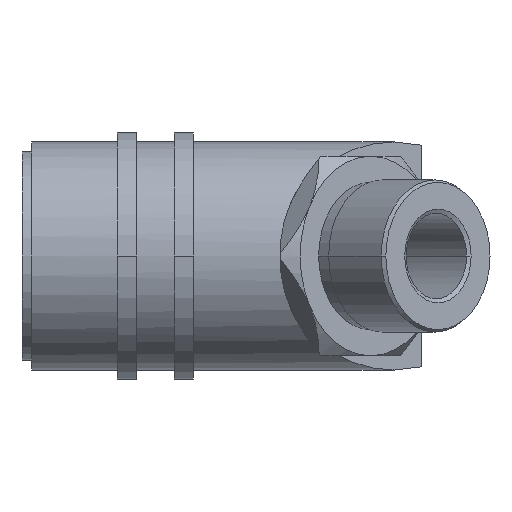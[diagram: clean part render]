
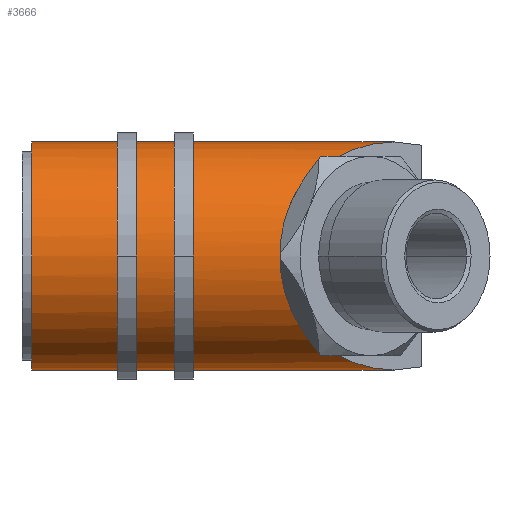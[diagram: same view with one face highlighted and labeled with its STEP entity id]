
A CAD part, front view. The second image highlights one B-rep face of the part: STEP entity #3666.
In plain terms, the highlighted cylindrical face has radius 12 mm (diameter 24 mm), a partial arc.
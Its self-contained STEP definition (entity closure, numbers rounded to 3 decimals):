
#145 = AXIS2_PLACEMENT_3D ( 'NONE', #202, #1685, #1726 ) ;
#202 = CARTESIAN_POINT ( 'NONE',  ( 0., 0., 0. ) ) ;
#483 = CARTESIAN_POINT ( 'NONE',  ( 39.151, 0., -12. ) ) ;
#576 = CARTESIAN_POINT ( 'NONE',  ( 32.849, -6.302, -10.212 ) ) ;
#610 = CARTESIAN_POINT ( 'NONE',  ( 27.151, -12., 0. ) ) ;
#622 = CARTESIAN_POINT ( 'NONE',  ( 36.911, -2.24, 12. ) ) ;
#717 = VECTOR ( 'NONE', #3515, 1000. ) ;
#798 =( BOUNDED_CURVE ( )  B_SPLINE_CURVE ( 3, ( #8394, #1970, #622, #4809 ),
 .UNSPECIFIED., .F., .T. ) 
 B_SPLINE_CURVE_WITH_KNOTS ( ( 4, 4 ),
 ( 1.018, 1.571 ),
 .UNSPECIFIED. ) 
 CURVE ( )  GEOMETRIC_REPRESENTATION_ITEM ( )  RATIONAL_B_SPLINE_CURVE ( ( 1., 0.975, 0.975, 1. ) ) 
 REPRESENTATION_ITEM ( '' )  );
#888 = VECTOR ( 'NONE', #3824, 1000. ) ;
#1470 = EDGE_CURVE ( 'NONE', #9137, #2057, #798, .T. ) ;
#1496 = CARTESIAN_POINT ( 'NONE',  ( 39.151, 0., 12. ) ) ;
#1685 = DIRECTION ( 'NONE',  ( -1., 0., 0. ) ) ;
#1695 = LINE ( 'NONE', #7465, #888 ) ;
#1726 = DIRECTION ( 'NONE',  ( 0., 0., 1. ) ) ;
#1745 = EDGE_CURVE ( 'NONE', #5695, #9137, #6249, .T. ) ;
#1914 = CARTESIAN_POINT ( 'NONE',  ( 1., 0., -12. ) ) ;
#1970 = CARTESIAN_POINT ( 'NONE',  ( 34.756, -4.395, 11.389 ) ) ;
#2044 = CARTESIAN_POINT ( 'NONE',  ( 27.151, -12., 0. ) ) ;
#2057 = VERTEX_POINT ( 'NONE', #1496 ) ;
#2101 =( BOUNDED_CURVE ( )  B_SPLINE_CURVE ( 3, ( #5590, #9028, #3263, #610 ),
 .UNSPECIFIED., .F., .T. ) 
 B_SPLINE_CURVE_WITH_KNOTS ( ( 4, 4 ),
 ( 5.265, 6.283 ),
 .UNSPECIFIED. ) 
 CURVE ( )  GEOMETRIC_REPRESENTATION_ITEM ( )  RATIONAL_B_SPLINE_CURVE ( ( 1., 0.915, 0.915, 1. ) ) 
 REPRESENTATION_ITEM ( '' )  );
#2238 = ORIENTED_EDGE ( 'NONE', *, *, #1745, .T. ) ;
#2447 =( BOUNDED_CURVE ( )  B_SPLINE_CURVE ( 3, ( #483, #4101, #7522, #576 ),
 .UNSPECIFIED., .F., .T. ) 
 B_SPLINE_CURVE_WITH_KNOTS ( ( 4, 4 ),
 ( 4.712, 5.265 ),
 .UNSPECIFIED. ) 
 CURVE ( )  GEOMETRIC_REPRESENTATION_ITEM ( )  RATIONAL_B_SPLINE_CURVE ( ( 1., 0.975, 0.975, 1. ) ) 
 REPRESENTATION_ITEM ( '' )  );
#2528 = CARTESIAN_POINT ( 'NONE',  ( 27.151, -12., 0. ) ) ;
#2535 = EDGE_CURVE ( 'NONE', #2057, #3481, #7954, .T. ) ;
#2986 = ORIENTED_EDGE ( 'NONE', *, *, #3319, .F. ) ;
#3109 = AXIS2_PLACEMENT_3D ( 'NONE', #4763, #4055, #6900 ) ;
#3221 = ORIENTED_EDGE ( 'NONE', *, *, #1470, .T. ) ;
#3263 = CARTESIAN_POINT ( 'NONE',  ( 27.151, -12., -4.258 ) ) ;
#3268 = CARTESIAN_POINT ( 'NONE',  ( 27.151, -12., 4.258 ) ) ;
#3319 = EDGE_CURVE ( 'NONE', #3959, #5333, #1695, .T. ) ;
#3446 = EDGE_CURVE ( 'NONE', #5821, #5695, #2101, .T. ) ;
#3481 = VERTEX_POINT ( 'NONE', #4840 ) ;
#3515 = DIRECTION ( 'NONE',  ( -1., 0., 0. ) ) ;
#3560 = CARTESIAN_POINT ( 'NONE',  ( 32.849, -6.302, 10.212 ) ) ;
#3666 = ADVANCED_FACE ( 'NONE', ( #8067 ), #5178, .T. ) ;
#3798 = ORIENTED_EDGE ( 'NONE', *, *, #2535, .T. ) ;
#3824 = DIRECTION ( 'NONE',  ( -1., 0., 0. ) ) ;
#3959 = VERTEX_POINT ( 'NONE', #7828 ) ;
#4055 = DIRECTION ( 'NONE',  ( -1., 0., 0. ) ) ;
#4101 = CARTESIAN_POINT ( 'NONE',  ( 36.911, -2.24, -12. ) ) ;
#4615 = CARTESIAN_POINT ( 'NONE',  ( 29.226, -9.925, 7.976 ) ) ;
#4661 = EDGE_LOOP ( 'NONE', ( #2986, #8580, #8711, #2238, #3221, #3798, #8178 ) ) ;
#4763 = CARTESIAN_POINT ( 'NONE',  ( 1., 0., 0. ) ) ;
#4809 = CARTESIAN_POINT ( 'NONE',  ( 39.151, 0., 12. ) ) ;
#4816 = EDGE_CURVE ( 'NONE', #5333, #3481, #5052, .T. ) ;
#4840 = CARTESIAN_POINT ( 'NONE',  ( 1., 0., 12. ) ) ;
#5052 = CIRCLE ( 'NONE', #3109, 12. ) ;
#5178 = CYLINDRICAL_SURFACE ( 'NONE', #145, 12. ) ;
#5333 = VERTEX_POINT ( 'NONE', #1914 ) ;
#5590 = CARTESIAN_POINT ( 'NONE',  ( 32.849, -6.302, -10.212 ) ) ;
#5695 = VERTEX_POINT ( 'NONE', #2044 ) ;
#5821 = VERTEX_POINT ( 'NONE', #7534 ) ;
#6018 = CARTESIAN_POINT ( 'NONE',  ( 32.849, -6.302, 10.212 ) ) ;
#6249 =( BOUNDED_CURVE ( )  B_SPLINE_CURVE ( 3, ( #2528, #3268, #4615, #6018 ),
 .UNSPECIFIED., .F., .T. ) 
 B_SPLINE_CURVE_WITH_KNOTS ( ( 4, 4 ),
 ( 0., 1.018 ),
 .UNSPECIFIED. ) 
 CURVE ( )  GEOMETRIC_REPRESENTATION_ITEM ( )  RATIONAL_B_SPLINE_CURVE ( ( 1., 0.915, 0.915, 1. ) ) 
 REPRESENTATION_ITEM ( '' )  );
#6365 = EDGE_CURVE ( 'NONE', #3959, #5821, #2447, .T. ) ;
#6900 = DIRECTION ( 'NONE',  ( 0., 0., 1. ) ) ;
#7061 = CARTESIAN_POINT ( 'NONE',  ( 0., 0., 12. ) ) ;
#7465 = CARTESIAN_POINT ( 'NONE',  ( 0., 0., -12. ) ) ;
#7522 = CARTESIAN_POINT ( 'NONE',  ( 34.756, -4.395, -11.389 ) ) ;
#7534 = CARTESIAN_POINT ( 'NONE',  ( 32.849, -6.302, -10.212 ) ) ;
#7828 = CARTESIAN_POINT ( 'NONE',  ( 39.151, 0., -12. ) ) ;
#7954 = LINE ( 'NONE', #7061, #717 ) ;
#8067 = FACE_OUTER_BOUND ( 'NONE', #4661, .T. ) ;
#8178 = ORIENTED_EDGE ( 'NONE', *, *, #4816, .F. ) ;
#8394 = CARTESIAN_POINT ( 'NONE',  ( 32.849, -6.302, 10.212 ) ) ;
#8580 = ORIENTED_EDGE ( 'NONE', *, *, #6365, .T. ) ;
#8711 = ORIENTED_EDGE ( 'NONE', *, *, #3446, .T. ) ;
#9028 = CARTESIAN_POINT ( 'NONE',  ( 29.226, -9.925, -7.976 ) ) ;
#9137 = VERTEX_POINT ( 'NONE', #3560 ) ;
